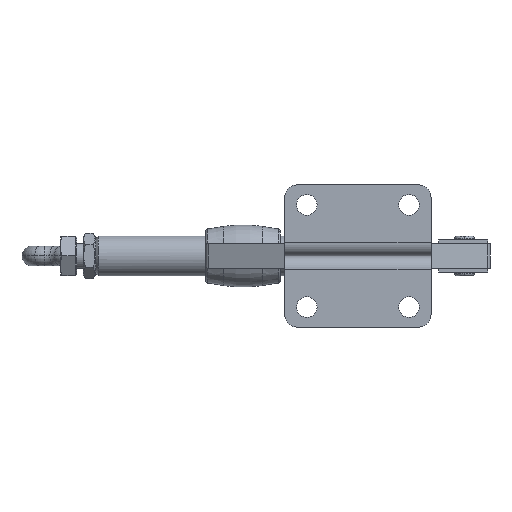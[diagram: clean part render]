
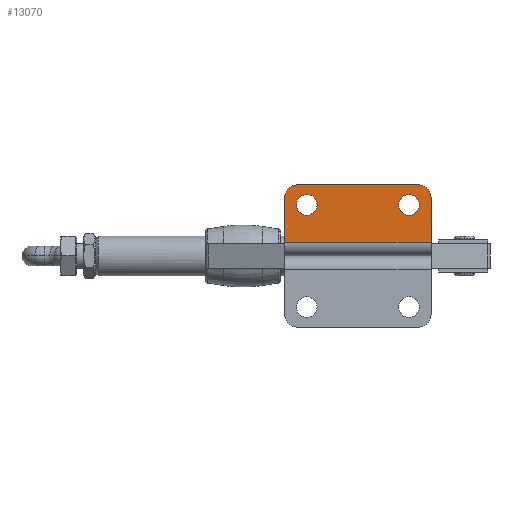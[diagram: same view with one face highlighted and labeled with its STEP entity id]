
A CAD part, front view. The second image highlights one B-rep face of the part: STEP entity #13070.
In plain terms, the highlighted planar face has unit normal (0, -1, 0).
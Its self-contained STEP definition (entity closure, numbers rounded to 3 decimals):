
#1158 = AXIS2_PLACEMENT_3D ( 'NONE', #1524, #1518, #1527 ) ;
#1518 = DIRECTION ( 'NONE',  ( 0., 1., 0. ) ) ;
#1524 = CARTESIAN_POINT ( 'NONE',  ( 5., -5., 23.6 ) ) ;
#1525 = PLANE ( 'NONE',  #1158 ) ;
#1527 = DIRECTION ( 'NONE',  ( 0., 0., 1. ) ) ;
#4712 = CARTESIAN_POINT ( 'NONE',  ( 49.95, -5., 16.4 ) ) ;
#4823 = CARTESIAN_POINT ( 'NONE',  ( 8.85, -5., 24.7 ) ) ;
#4856 = CARTESIAN_POINT ( 'NONE',  ( 58.8, -5., 5.5 ) ) ;
#4865 = CARTESIAN_POINT ( 'NONE',  ( 53.8, -5., 28.6 ) ) ;
#4866 = CARTESIAN_POINT ( 'NONE',  ( 58.8, -5., 23.6 ) ) ;
#4867 = CARTESIAN_POINT ( 'NONE',  ( 5., -5., 28.6 ) ) ;
#4872 = CARTESIAN_POINT ( 'NONE',  ( 0., -5., 5.5 ) ) ;
#4892 = CARTESIAN_POINT ( 'NONE',  ( 0., -5., 23.6 ) ) ;
#4908 = CARTESIAN_POINT ( 'NONE',  ( 8.85, -5., 16.4 ) ) ;
#4995 = CARTESIAN_POINT ( 'NONE',  ( 49.95, -5., 24.7 ) ) ;
#9621 = ORIENTED_EDGE ( 'NONE', *, *, #25384, .T. ) ;
#9623 = ORIENTED_EDGE ( 'NONE', *, *, #18189, .T. ) ;
#9625 = ORIENTED_EDGE ( 'NONE', *, *, #25385, .T. ) ;
#9628 = ORIENTED_EDGE ( 'NONE', *, *, #18196, .T. ) ;
#9630 = ORIENTED_EDGE ( 'NONE', *, *, #25376, .F. ) ;
#9815 = ORIENTED_EDGE ( 'NONE', *, *, #25388, .T. ) ;
#9858 = ORIENTED_EDGE ( 'NONE', *, *, #25387, .T. ) ;
#9863 = ORIENTED_EDGE ( 'NONE', *, *, #25386, .T. ) ;
#9865 = ORIENTED_EDGE ( 'NONE', *, *, #25383, .T. ) ;
#9880 = ORIENTED_EDGE ( 'NONE', *, *, #25378, .T. ) ;
#11631 = LINE ( 'NONE', #22000, #11636 ) ;
#11636 = VECTOR ( 'NONE', #22019, 1000. ) ;
#11637 = LINE ( 'NONE', #22022, #11640 ) ;
#11640 = VECTOR ( 'NONE', #22024, 1000. ) ;
#11645 = LINE ( 'NONE', #22023, #11650 ) ;
#11649 = CIRCLE ( 'NONE', #13522, 4.15 ) ;
#11650 = VECTOR ( 'NONE', #22031, 1000. ) ;
#11651 = CIRCLE ( 'NONE', #13523, 4.15 ) ;
#11652 = CIRCLE ( 'NONE', #13524, 5. ) ;
#11653 = LINE ( 'NONE', #22035, #11655 ) ;
#11654 = CIRCLE ( 'NONE', #13525, 5. ) ;
#11655 = VECTOR ( 'NONE', #22036, 1000. ) ;
#13070 = ADVANCED_FACE ( 'NONE', ( #26729, #26744, #26742 ), #1525, .F. ) ;
#13484 = AXIS2_PLACEMENT_3D ( 'NONE', #23928, #23929, #23930 ) ;
#13487 = AXIS2_PLACEMENT_3D ( 'NONE', #23945, #23946, #23947 ) ;
#13522 = AXIS2_PLACEMENT_3D ( 'NONE', #22032, #22033, #22034 ) ;
#13523 = AXIS2_PLACEMENT_3D ( 'NONE', #22037, #22038, #22039 ) ;
#13524 = AXIS2_PLACEMENT_3D ( 'NONE', #22040, #22041, #22042 ) ;
#13525 = AXIS2_PLACEMENT_3D ( 'NONE', #22043, #22044, #22045 ) ;
#15051 = CIRCLE ( 'NONE', #13484, 4.15 ) ;
#15076 = CIRCLE ( 'NONE', #13487, 4.15 ) ;
#17822 = EDGE_LOOP ( 'NONE', ( #9630, #9865, #9863, #9858, #9815, #9880 ) ) ;
#17829 = EDGE_LOOP ( 'NONE', ( #9621, #9623 ) ) ;
#17830 = EDGE_LOOP ( 'NONE', ( #9625, #9628 ) ) ;
#18189 = EDGE_CURVE ( 'NONE', #27202, #27485, #15051, .T. ) ;
#18196 = EDGE_CURVE ( 'NONE', #27398, #27313, #15076, .T. ) ;
#22000 = CARTESIAN_POINT ( 'NONE',  ( 5., -5., 5.5 ) ) ;
#22019 = DIRECTION ( 'NONE',  ( -1., 0., 0. ) ) ;
#22022 = CARTESIAN_POINT ( 'NONE',  ( 0., -5., 5. ) ) ;
#22023 = CARTESIAN_POINT ( 'NONE',  ( 58.8, -5., 23.6 ) ) ;
#22024 = DIRECTION ( 'NONE',  ( 0., 0., -1. ) ) ;
#22031 = DIRECTION ( 'NONE',  ( 0., 0., 1. ) ) ;
#22032 = CARTESIAN_POINT ( 'NONE',  ( 49.95, -5., 20.55 ) ) ;
#22033 = DIRECTION ( 'NONE',  ( 0., 1., 0. ) ) ;
#22034 = DIRECTION ( 'NONE',  ( 0., 0., 1. ) ) ;
#22035 = CARTESIAN_POINT ( 'NONE',  ( 5., -5., 28.6 ) ) ;
#22036 = DIRECTION ( 'NONE',  ( -1., 0., 0. ) ) ;
#22037 = CARTESIAN_POINT ( 'NONE',  ( 8.85, -5., 20.55 ) ) ;
#22038 = DIRECTION ( 'NONE',  ( 0., 1., 0. ) ) ;
#22039 = DIRECTION ( 'NONE',  ( 0., 0., 1. ) ) ;
#22040 = CARTESIAN_POINT ( 'NONE',  ( 53.8, -5., 23.6 ) ) ;
#22041 = DIRECTION ( 'NONE',  ( 0., -1., 0. ) ) ;
#22042 = DIRECTION ( 'NONE',  ( 0., 0., 1. ) ) ;
#22043 = CARTESIAN_POINT ( 'NONE',  ( 5., -5., 23.6 ) ) ;
#22044 = DIRECTION ( 'NONE',  ( 0., -1., 0. ) ) ;
#22045 = DIRECTION ( 'NONE',  ( 0., 0., 1. ) ) ;
#23928 = CARTESIAN_POINT ( 'NONE',  ( 49.95, -5., 20.55 ) ) ;
#23929 = DIRECTION ( 'NONE',  ( 0., 1., 0. ) ) ;
#23930 = DIRECTION ( 'NONE',  ( 0., 0., 1. ) ) ;
#23945 = CARTESIAN_POINT ( 'NONE',  ( 8.85, -5., 20.55 ) ) ;
#23946 = DIRECTION ( 'NONE',  ( 0., 1., 0. ) ) ;
#23947 = DIRECTION ( 'NONE',  ( 0., 0., 1. ) ) ;
#25376 = EDGE_CURVE ( 'NONE', #27346, #27362, #11631, .T. ) ;
#25378 = EDGE_CURVE ( 'NONE', #27382, #27362, #11637, .T. ) ;
#25383 = EDGE_CURVE ( 'NONE', #27346, #27356, #11645, .T. ) ;
#25384 = EDGE_CURVE ( 'NONE', #27485, #27202, #11649, .T. ) ;
#25385 = EDGE_CURVE ( 'NONE', #27313, #27398, #11651, .T. ) ;
#25386 = EDGE_CURVE ( 'NONE', #27356, #27355, #11652, .T. ) ;
#25387 = EDGE_CURVE ( 'NONE', #27355, #27357, #11653, .T. ) ;
#25388 = EDGE_CURVE ( 'NONE', #27357, #27382, #11654, .T. ) ;
#26729 = FACE_BOUND ( 'NONE', #17829, .T. ) ;
#26742 = FACE_OUTER_BOUND ( 'NONE', #17822, .T. ) ;
#26744 = FACE_BOUND ( 'NONE', #17830, .T. ) ;
#27202 = VERTEX_POINT ( 'NONE', #4712 ) ;
#27313 = VERTEX_POINT ( 'NONE', #4823 ) ;
#27346 = VERTEX_POINT ( 'NONE', #4856 ) ;
#27355 = VERTEX_POINT ( 'NONE', #4865 ) ;
#27356 = VERTEX_POINT ( 'NONE', #4866 ) ;
#27357 = VERTEX_POINT ( 'NONE', #4867 ) ;
#27362 = VERTEX_POINT ( 'NONE', #4872 ) ;
#27382 = VERTEX_POINT ( 'NONE', #4892 ) ;
#27398 = VERTEX_POINT ( 'NONE', #4908 ) ;
#27485 = VERTEX_POINT ( 'NONE', #4995 ) ;
